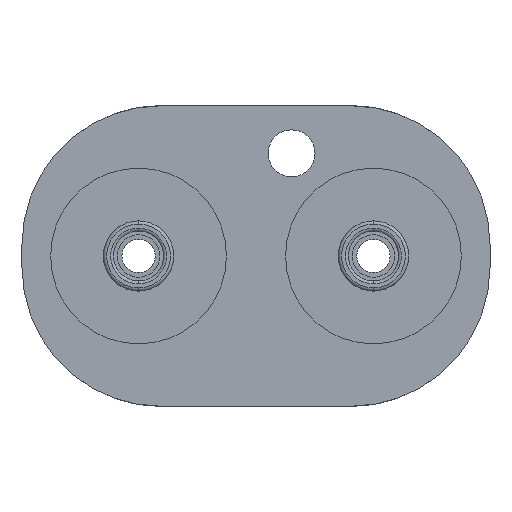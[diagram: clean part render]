
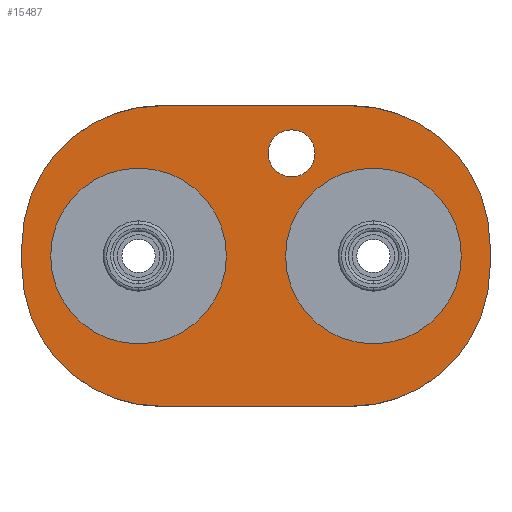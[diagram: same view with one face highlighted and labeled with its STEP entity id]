
A CAD part, left-side view. The second image highlights one B-rep face of the part: STEP entity #15487.
In plain terms, the highlighted planar face has unit normal (-1, 0, 0).
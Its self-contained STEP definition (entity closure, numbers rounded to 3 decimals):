
#98 = DIRECTION ( 'NONE',  ( 1., 0., 0. ) ) ;
#171 = AXIS2_PLACEMENT_3D ( 'NONE', #13600, #2889, #2650 ) ;
#225 = ORIENTED_EDGE ( 'NONE', *, *, #10474, .F. ) ;
#592 = CARTESIAN_POINT ( 'NONE',  ( -29.05, 12.65, -0.62 ) ) ;
#788 = CIRCLE ( 'NONE', #11297, 4.75 ) ;
#836 = AXIS2_PLACEMENT_3D ( 'NONE', #20716, #4550, #22539 ) ;
#897 = VECTOR ( 'NONE', #9883, 1000. ) ;
#1014 = CARTESIAN_POINT ( 'NONE',  ( -29.05, -12.65, 0.62 ) ) ;
#1024 = CARTESIAN_POINT ( 'NONE',  ( -29.05, -6.35, -4.75 ) ) ;
#1092 = CIRCLE ( 'NONE', #23060, 4.75 ) ;
#1130 = VECTOR ( 'NONE', #22891, 1000. ) ;
#1412 = ORIENTED_EDGE ( 'NONE', *, *, #18655, .T. ) ;
#1741 = FACE_OUTER_BOUND ( 'NONE', #19915, .T. ) ;
#2047 = ORIENTED_EDGE ( 'NONE', *, *, #8696, .F. ) ;
#2078 = VERTEX_POINT ( 'NONE', #13067 ) ;
#2198 = CARTESIAN_POINT ( 'NONE',  ( -29.05, 5.15, -8.12 ) ) ;
#2205 = VERTEX_POINT ( 'NONE', #592 ) ;
#2230 = ORIENTED_EDGE ( 'NONE', *, *, #18797, .F. ) ;
#2278 = CARTESIAN_POINT ( 'NONE',  ( -29.05, 6.35, -4.75 ) ) ;
#2387 = DIRECTION ( 'NONE',  ( 0., 0., -1. ) ) ;
#2418 = PLANE ( 'NONE',  #10111 ) ;
#2491 = DIRECTION ( 'NONE',  ( 0., 0., 1. ) ) ;
#2629 = CARTESIAN_POINT ( 'NONE',  ( -29.05, 0.65, -8.12 ) ) ;
#2650 = DIRECTION ( 'NONE',  ( 0., 0., -1. ) ) ;
#2724 = VERTEX_POINT ( 'NONE', #1024 ) ;
#2889 = DIRECTION ( 'NONE',  ( -1., 0., 0. ) ) ;
#2937 = VERTEX_POINT ( 'NONE', #20616 ) ;
#2950 = CARTESIAN_POINT ( 'NONE',  ( -29.05, -1.92, 6.82 ) ) ;
#3553 = EDGE_LOOP ( 'NONE', ( #225, #2047 ) ) ;
#3764 = ORIENTED_EDGE ( 'NONE', *, *, #22767, .T. ) ;
#3861 = VECTOR ( 'NONE', #12046, 1000. ) ;
#3966 = FACE_BOUND ( 'NONE', #17859, .T. ) ;
#4057 = CARTESIAN_POINT ( 'NONE',  ( -29.05, 5.15, 8.12 ) ) ;
#4550 = DIRECTION ( 'NONE',  ( -1., 0., 0. ) ) ;
#5117 = VERTEX_POINT ( 'NONE', #1014 ) ;
#5125 = CARTESIAN_POINT ( 'NONE',  ( -29.05, -6.35, 4.75 ) ) ;
#5380 = EDGE_LOOP ( 'NONE', ( #1412, #21833 ) ) ;
#5400 = CIRCLE ( 'NONE', #19427, 7.5 ) ;
#5807 = EDGE_CURVE ( 'NONE', #6506, #2937, #788, .T. ) ;
#5833 = AXIS2_PLACEMENT_3D ( 'NONE', #20416, #11609, #9742 ) ;
#6019 = DIRECTION ( 'NONE',  ( 0., -1., 0. ) ) ;
#6023 = DIRECTION ( 'NONE',  ( -1., 0., 0. ) ) ;
#6093 = CARTESIAN_POINT ( 'NONE',  ( -29.05, 5.15, 0.62 ) ) ;
#6277 = CARTESIAN_POINT ( 'NONE',  ( -29.05, 5.15, -0.62 ) ) ;
#6506 = VERTEX_POINT ( 'NONE', #2278 ) ;
#6720 = ORIENTED_EDGE ( 'NONE', *, *, #10886, .T. ) ;
#7363 = CARTESIAN_POINT ( 'NONE',  ( -29.05, -5.15, -8.12 ) ) ;
#7428 = VERTEX_POINT ( 'NONE', #2198 ) ;
#8048 = CARTESIAN_POINT ( 'NONE',  ( -29.05, 0.65, 0. ) ) ;
#8104 = ORIENTED_EDGE ( 'NONE', *, *, #19843, .F. ) ;
#8483 = DIRECTION ( 'NONE',  ( -1., 0., 0. ) ) ;
#8696 = EDGE_CURVE ( 'NONE', #14110, #2724, #16031, .T. ) ;
#8913 = DIRECTION ( 'NONE',  ( 0., 0., 1. ) ) ;
#9308 = CARTESIAN_POINT ( 'NONE',  ( -29.05, 12.65, 0.62 ) ) ;
#9519 = LINE ( 'NONE', #17461, #1130 ) ;
#9742 = DIRECTION ( 'NONE',  ( 0., 0., 1. ) ) ;
#9791 = CARTESIAN_POINT ( 'NONE',  ( -29.05, -12.65, -0.62 ) ) ;
#9879 = EDGE_CURVE ( 'NONE', #7428, #15198, #12403, .T. ) ;
#9883 = DIRECTION ( 'NONE',  ( 0., 0., -1. ) ) ;
#9902 = EDGE_CURVE ( 'NONE', #11467, #20345, #5400, .T. ) ;
#10111 = AXIS2_PLACEMENT_3D ( 'NONE', #8048, #6023, #2491 ) ;
#10378 = ORIENTED_EDGE ( 'NONE', *, *, #16713, .T. ) ;
#10419 = CIRCLE ( 'NONE', #5833, 4.75 ) ;
#10474 = EDGE_CURVE ( 'NONE', #2724, #14110, #10419, .T. ) ;
#10886 = EDGE_CURVE ( 'NONE', #2205, #7428, #20159, .T. ) ;
#10909 = AXIS2_PLACEMENT_3D ( 'NONE', #19376, #8483, #13940 ) ;
#11297 = AXIS2_PLACEMENT_3D ( 'NONE', #12288, #98, #19446 ) ;
#11417 = DIRECTION ( 'NONE',  ( 0., 0., 1. ) ) ;
#11434 = CIRCLE ( 'NONE', #19880, 1.27 ) ;
#11467 = VERTEX_POINT ( 'NONE', #4057 ) ;
#11609 = DIRECTION ( 'NONE',  ( -1., 0., 0. ) ) ;
#11934 = ORIENTED_EDGE ( 'NONE', *, *, #13383, .F. ) ;
#12046 = DIRECTION ( 'NONE',  ( 0., -1., 0. ) ) ;
#12111 = EDGE_CURVE ( 'NONE', #5117, #2078, #19815, .T. ) ;
#12288 = CARTESIAN_POINT ( 'NONE',  ( -29.05, 6.35, 0. ) ) ;
#12403 = LINE ( 'NONE', #2629, #21337 ) ;
#12563 = AXIS2_PLACEMENT_3D ( 'NONE', #6277, #16968, #18733 ) ;
#12787 = DIRECTION ( 'NONE',  ( 0., 0., 1. ) ) ;
#12948 = ORIENTED_EDGE ( 'NONE', *, *, #12111, .T. ) ;
#13067 = CARTESIAN_POINT ( 'NONE',  ( -29.05, -5.15, 8.12 ) ) ;
#13083 = CARTESIAN_POINT ( 'NONE',  ( -29.05, -1.92, 5.55 ) ) ;
#13269 = DIRECTION ( 'NONE',  ( -1., 0., 0. ) ) ;
#13383 = EDGE_CURVE ( 'NONE', #11467, #2078, #20619, .T. ) ;
#13450 = CIRCLE ( 'NONE', #836, 7.5 ) ;
#13600 = CARTESIAN_POINT ( 'NONE',  ( -29.05, -1.92, 5.55 ) ) ;
#13940 = DIRECTION ( 'NONE',  ( 0., 0., 1. ) ) ;
#14110 = VERTEX_POINT ( 'NONE', #5125 ) ;
#14965 = DIRECTION ( 'NONE',  ( -1., 0., 0. ) ) ;
#15007 = ORIENTED_EDGE ( 'NONE', *, *, #16678, .F. ) ;
#15109 = CARTESIAN_POINT ( 'NONE',  ( -29.05, -12.65, 0. ) ) ;
#15198 = VERTEX_POINT ( 'NONE', #7363 ) ;
#15487 = ADVANCED_FACE ( 'NONE', ( #1741, #21306, #16541, #3966 ), #2418, .T. ) ;
#15874 = CARTESIAN_POINT ( 'NONE',  ( -29.05, 0.65, 8.12 ) ) ;
#16031 = CIRCLE ( 'NONE', #10909, 4.75 ) ;
#16457 = CARTESIAN_POINT ( 'NONE',  ( -29.05, -5.15, 0.62 ) ) ;
#16541 = FACE_BOUND ( 'NONE', #3553, .T. ) ;
#16678 = EDGE_CURVE ( 'NONE', #5117, #19114, #21576, .T. ) ;
#16687 = CIRCLE ( 'NONE', #171, 1.27 ) ;
#16713 = EDGE_CURVE ( 'NONE', #15198, #19114, #13450, .T. ) ;
#16923 = ORIENTED_EDGE ( 'NONE', *, *, #9902, .T. ) ;
#16968 = DIRECTION ( 'NONE',  ( -1., 0., 0. ) ) ;
#17212 = AXIS2_PLACEMENT_3D ( 'NONE', #16457, #21774, #12787 ) ;
#17461 = CARTESIAN_POINT ( 'NONE',  ( -29.05, 12.65, 0. ) ) ;
#17787 = CARTESIAN_POINT ( 'NONE',  ( -29.05, 6.35, 0. ) ) ;
#17859 = EDGE_LOOP ( 'NONE', ( #8104, #2230 ) ) ;
#18497 = VERTEX_POINT ( 'NONE', #2950 ) ;
#18655 = EDGE_CURVE ( 'NONE', #2937, #6506, #1092, .T. ) ;
#18733 = DIRECTION ( 'NONE',  ( 0., 0., 1. ) ) ;
#18797 = EDGE_CURVE ( 'NONE', #18497, #21964, #11434, .T. ) ;
#19114 = VERTEX_POINT ( 'NONE', #9791 ) ;
#19376 = CARTESIAN_POINT ( 'NONE',  ( -29.05, -6.35, 0. ) ) ;
#19427 = AXIS2_PLACEMENT_3D ( 'NONE', #6093, #13269, #11417 ) ;
#19446 = DIRECTION ( 'NONE',  ( 0., 0., 1. ) ) ;
#19566 = DIRECTION ( 'NONE',  ( 1., 0., 0. ) ) ;
#19815 = CIRCLE ( 'NONE', #17212, 7.5 ) ;
#19843 = EDGE_CURVE ( 'NONE', #21964, #18497, #16687, .T. ) ;
#19880 = AXIS2_PLACEMENT_3D ( 'NONE', #13083, #14965, #2387 ) ;
#19915 = EDGE_LOOP ( 'NONE', ( #3764, #6720, #21688, #10378, #15007, #12948, #11934, #16923 ) ) ;
#20159 = CIRCLE ( 'NONE', #12563, 7.5 ) ;
#20345 = VERTEX_POINT ( 'NONE', #9308 ) ;
#20416 = CARTESIAN_POINT ( 'NONE',  ( -29.05, -6.35, 0. ) ) ;
#20616 = CARTESIAN_POINT ( 'NONE',  ( -29.05, 6.35, 4.75 ) ) ;
#20619 = LINE ( 'NONE', #15874, #3861 ) ;
#20716 = CARTESIAN_POINT ( 'NONE',  ( -29.05, -5.15, -0.62 ) ) ;
#21306 = FACE_BOUND ( 'NONE', #5380, .T. ) ;
#21337 = VECTOR ( 'NONE', #6019, 1000. ) ;
#21576 = LINE ( 'NONE', #15109, #897 ) ;
#21688 = ORIENTED_EDGE ( 'NONE', *, *, #9879, .T. ) ;
#21710 = CARTESIAN_POINT ( 'NONE',  ( -29.05, -1.92, 4.28 ) ) ;
#21774 = DIRECTION ( 'NONE',  ( -1., 0., 0. ) ) ;
#21833 = ORIENTED_EDGE ( 'NONE', *, *, #5807, .T. ) ;
#21964 = VERTEX_POINT ( 'NONE', #21710 ) ;
#22539 = DIRECTION ( 'NONE',  ( 0., 0., 1. ) ) ;
#22767 = EDGE_CURVE ( 'NONE', #20345, #2205, #9519, .T. ) ;
#22891 = DIRECTION ( 'NONE',  ( 0., 0., -1. ) ) ;
#23060 = AXIS2_PLACEMENT_3D ( 'NONE', #17787, #19566, #8913 ) ;
